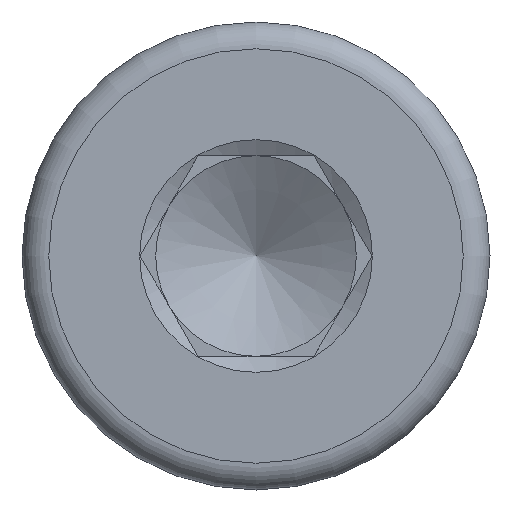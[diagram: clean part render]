
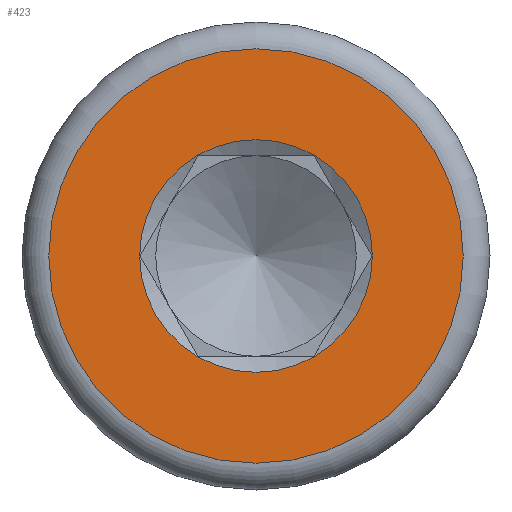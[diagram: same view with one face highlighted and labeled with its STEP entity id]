
A CAD part, left-side view. The second image highlights one B-rep face of the part: STEP entity #423.
In plain terms, the highlighted planar face has unit normal (-1, 0, 0).
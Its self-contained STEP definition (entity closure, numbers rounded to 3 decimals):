
#85=PLANE('',#458);
#98=CIRCLE('',#449,3.1);
#100=CIRCLE('',#455,1.74);
#101=CIRCLE('',#456,1.74);
#132=VERTEX_POINT('',#569);
#133=VERTEX_POINT('',#577);
#134=VERTEX_POINT('',#579);
#224=EDGE_CURVE('',#132,#132,#98,.T.);
#227=EDGE_CURVE('',#133,#134,#100,.T.);
#228=EDGE_CURVE('',#134,#133,#101,.T.);
#310=ORIENTED_EDGE('',*,*,#224,.F.);
#311=ORIENTED_EDGE('',*,*,#227,.F.);
#312=ORIENTED_EDGE('',*,*,#228,.F.);
#371=EDGE_LOOP('',(#310));
#372=EDGE_LOOP('',(#311,#312));
#397=FACE_BOUND('',#371,.T.);
#398=FACE_BOUND('',#372,.T.);
#423=ADVANCED_FACE('',(#397,#398),#85,.F.);
#449=AXIS2_PLACEMENT_3D('',#570,#665,#666);
#455=AXIS2_PLACEMENT_3D('',#578,#675,#676);
#456=AXIS2_PLACEMENT_3D('',#580,#677,#678);
#458=AXIS2_PLACEMENT_3D('',#588,#680,$);
#569=CARTESIAN_POINT('',(-4.,0.,-3.1));
#570=CARTESIAN_POINT('',(-4.,0.,0.));
#577=CARTESIAN_POINT('',(-4.,0.,1.74));
#578=CARTESIAN_POINT('',(-4.,0.,0.));
#579=CARTESIAN_POINT('',(-4.,0.,-1.74));
#580=CARTESIAN_POINT('',(-4.,0.,0.));
#588=CARTESIAN_POINT('',(-4.,0.,0.));
#665=DIRECTION('',(1.,0.,0.));
#666=DIRECTION('',(0.,0.,-3.1));
#675=DIRECTION('',(-1.,0.,0.));
#676=DIRECTION('',(0.,0.,-1.74));
#677=DIRECTION('',(-1.,0.,0.));
#678=DIRECTION('',(0.,0.,-1.74));
#680=DIRECTION('',(1.,0.,0.));
